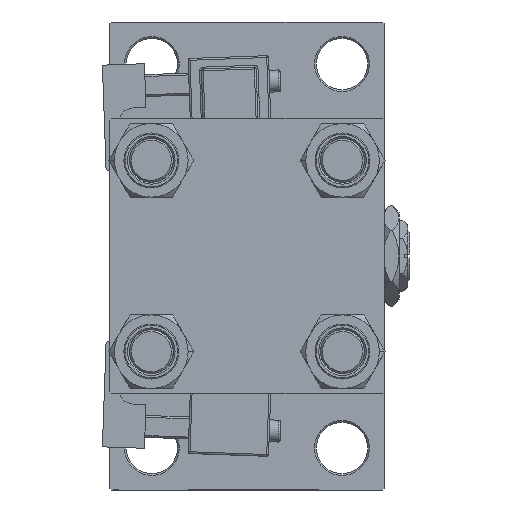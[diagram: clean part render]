
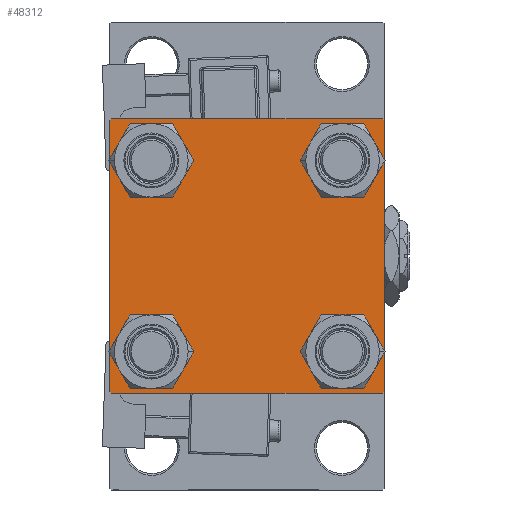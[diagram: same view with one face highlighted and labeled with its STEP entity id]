
A CAD part, left-side view. The second image highlights one B-rep face of the part: STEP entity #48312.
In plain terms, the highlighted planar face has unit normal (-1, 0, 0).
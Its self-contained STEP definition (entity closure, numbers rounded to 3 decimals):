
#340 = ORIENTED_EDGE ( 'NONE', *, *, #44097, .F. ) ;
#913 = DIRECTION ( 'NONE',  ( 0., -1., 0. ) ) ;
#959 = VECTOR ( 'NONE', #49434, 1000. ) ;
#1291 = CARTESIAN_POINT ( 'NONE',  ( 0., 37., 37.5 ) ) ;
#2450 = ORIENTED_EDGE ( 'NONE', *, *, #19745, .T. ) ;
#2583 = EDGE_LOOP ( 'NONE', ( #26880, #16839, #44140, #10461, #340, #45485, #16450, #38923 ) ) ;
#2942 = CARTESIAN_POINT ( 'NONE',  ( 0., -26.15, 32.65 ) ) ;
#3039 = VERTEX_POINT ( 'NONE', #25065 ) ;
#3247 = CIRCLE ( 'NONE', #38148, 6.5 ) ;
#3381 = FACE_BOUND ( 'NONE', #40562, .T. ) ;
#3611 = EDGE_LOOP ( 'NONE', ( #33957, #41738 ) ) ;
#4125 = CARTESIAN_POINT ( 'NONE',  ( 0., -26.15, 26.15 ) ) ;
#4197 = DIRECTION ( 'NONE',  ( 0., -1., 0. ) ) ;
#4532 = CARTESIAN_POINT ( 'NONE',  ( 0., -37.25, -37.25 ) ) ;
#4537 = CARTESIAN_POINT ( 'NONE',  ( 0., 26.15, -19.65 ) ) ;
#5109 = CARTESIAN_POINT ( 'NONE',  ( 0., 26.15, 32.65 ) ) ;
#5207 = DIRECTION ( 'NONE',  ( 0., 0., 1. ) ) ;
#5830 = VECTOR ( 'NONE', #913, 1000. ) ;
#6032 = EDGE_CURVE ( 'NONE', #48071, #12595, #42431, .T. ) ;
#6165 = CARTESIAN_POINT ( 'NONE',  ( 0., -26.15, -26.15 ) ) ;
#6230 = CARTESIAN_POINT ( 'NONE',  ( 0., -37.5, 37.5 ) ) ;
#6773 = VERTEX_POINT ( 'NONE', #12515 ) ;
#7294 = FACE_BOUND ( 'NONE', #21367, .T. ) ;
#7428 = DIRECTION ( 'NONE',  ( 1., 0., 0. ) ) ;
#7631 = CIRCLE ( 'NONE', #20897, 6.5 ) ;
#8127 = CIRCLE ( 'NONE', #22244, 6.5 ) ;
#8196 = LINE ( 'NONE', #4532, #10003 ) ;
#8264 = AXIS2_PLACEMENT_3D ( 'NONE', #6165, #33502, #16422 ) ;
#8647 = CIRCLE ( 'NONE', #36107, 6.5 ) ;
#8749 = VERTEX_POINT ( 'NONE', #19515 ) ;
#9279 = DIRECTION ( 'NONE',  ( 1., 0., 0. ) ) ;
#9291 = EDGE_CURVE ( 'NONE', #18966, #49800, #8647, .T. ) ;
#9460 = DIRECTION ( 'NONE',  ( -1., 0., 0. ) ) ;
#10003 = VECTOR ( 'NONE', #24068, 1000. ) ;
#10065 = VERTEX_POINT ( 'NONE', #45079 ) ;
#10461 = ORIENTED_EDGE ( 'NONE', *, *, #37508, .T. ) ;
#11544 = CARTESIAN_POINT ( 'NONE',  ( 0., -37., -37.5 ) ) ;
#11571 = CARTESIAN_POINT ( 'NONE',  ( 0., -26.15, -32.65 ) ) ;
#11936 = EDGE_CURVE ( 'NONE', #38278, #16753, #40384, .T. ) ;
#11985 = VERTEX_POINT ( 'NONE', #1291 ) ;
#12515 = CARTESIAN_POINT ( 'NONE',  ( 0., -37., 37.5 ) ) ;
#12595 = VERTEX_POINT ( 'NONE', #50152 ) ;
#13291 = CARTESIAN_POINT ( 'NONE',  ( 0., 26.15, 26.15 ) ) ;
#13712 = LINE ( 'NONE', #40800, #41164 ) ;
#13859 = EDGE_CURVE ( 'NONE', #11985, #19812, #13712, .T. ) ;
#14076 = CIRCLE ( 'NONE', #27373, 6.5 ) ;
#15687 = LINE ( 'NONE', #47677, #33478 ) ;
#15688 = CARTESIAN_POINT ( 'NONE',  ( 0., 37.5, 37.5 ) ) ;
#15707 = AXIS2_PLACEMENT_3D ( 'NONE', #4125, #20022, #27575 ) ;
#16422 = DIRECTION ( 'NONE',  ( 0., 0., 1. ) ) ;
#16450 = ORIENTED_EDGE ( 'NONE', *, *, #21932, .F. ) ;
#16753 = VERTEX_POINT ( 'NONE', #34017 ) ;
#16839 = ORIENTED_EDGE ( 'NONE', *, *, #6032, .T. ) ;
#16936 = DIRECTION ( 'NONE',  ( 1., 0., 0. ) ) ;
#17002 = VERTEX_POINT ( 'NONE', #11571 ) ;
#18486 = EDGE_CURVE ( 'NONE', #19812, #48071, #44698, .T. ) ;
#18966 = VERTEX_POINT ( 'NONE', #46948 ) ;
#19376 = VERTEX_POINT ( 'NONE', #44192 ) ;
#19515 = CARTESIAN_POINT ( 'NONE',  ( 0., -26.15, -19.65 ) ) ;
#19661 = DIRECTION ( 'NONE',  ( 1., 0., 0. ) ) ;
#19745 = EDGE_CURVE ( 'NONE', #16753, #38278, #8127, .T. ) ;
#19812 = VERTEX_POINT ( 'NONE', #47966 ) ;
#20022 = DIRECTION ( 'NONE',  ( 1., 0., 0. ) ) ;
#20603 = LINE ( 'NONE', #15688, #24842 ) ;
#20897 = AXIS2_PLACEMENT_3D ( 'NONE', #39830, #23686, #48396 ) ;
#21367 = EDGE_LOOP ( 'NONE', ( #37507, #50057 ) ) ;
#21932 = EDGE_CURVE ( 'NONE', #11985, #6773, #20603, .T. ) ;
#22216 = VECTOR ( 'NONE', #32980, 1000. ) ;
#22244 = AXIS2_PLACEMENT_3D ( 'NONE', #43315, #22756, #50849 ) ;
#22407 = EDGE_CURVE ( 'NONE', #49961, #3039, #14076, .T. ) ;
#22756 = DIRECTION ( 'NONE',  ( 1., 0., 0. ) ) ;
#23505 = EDGE_CURVE ( 'NONE', #17002, #8749, #41528, .T. ) ;
#23565 = AXIS2_PLACEMENT_3D ( 'NONE', #45122, #9460, #37305 ) ;
#23686 = DIRECTION ( 'NONE',  ( 1., 0., 0. ) ) ;
#24068 = DIRECTION ( 'NONE',  ( 0., -0.707, 0.707 ) ) ;
#24842 = VECTOR ( 'NONE', #4197, 1000. ) ;
#25065 = CARTESIAN_POINT ( 'NONE',  ( 0., -26.15, 19.65 ) ) ;
#25375 = ORIENTED_EDGE ( 'NONE', *, *, #11936, .T. ) ;
#25403 = AXIS2_PLACEMENT_3D ( 'NONE', #13291, #16936, #5207 ) ;
#25991 = EDGE_CURVE ( 'NONE', #49800, #18966, #3247, .T. ) ;
#26785 = EDGE_LOOP ( 'NONE', ( #46382, #34910 ) ) ;
#26880 = ORIENTED_EDGE ( 'NONE', *, *, #18486, .T. ) ;
#27080 = FACE_BOUND ( 'NONE', #26785, .T. ) ;
#27373 = AXIS2_PLACEMENT_3D ( 'NONE', #35017, #7428, #30859 ) ;
#27575 = DIRECTION ( 'NONE',  ( 0., 0., 1. ) ) ;
#28866 = EDGE_CURVE ( 'NONE', #12595, #41094, #40757, .T. ) ;
#29248 = FACE_OUTER_BOUND ( 'NONE', #2583, .T. ) ;
#30859 = DIRECTION ( 'NONE',  ( 0., 0., 1. ) ) ;
#31373 = CARTESIAN_POINT ( 'NONE',  ( 0., 37.5, -37. ) ) ;
#31374 = DIRECTION ( 'NONE',  ( 0., 0., 1. ) ) ;
#32450 = CARTESIAN_POINT ( 'NONE',  ( 0., 26.15, -26.15 ) ) ;
#32980 = DIRECTION ( 'NONE',  ( 0., 0., -1. ) ) ;
#33478 = VECTOR ( 'NONE', #47933, 1000. ) ;
#33502 = DIRECTION ( 'NONE',  ( 1., 0., 0. ) ) ;
#33850 = EDGE_CURVE ( 'NONE', #3039, #49961, #48131, .T. ) ;
#33957 = ORIENTED_EDGE ( 'NONE', *, *, #25991, .T. ) ;
#34017 = CARTESIAN_POINT ( 'NONE',  ( 0., 26.15, 19.65 ) ) ;
#34910 = ORIENTED_EDGE ( 'NONE', *, *, #33850, .T. ) ;
#35017 = CARTESIAN_POINT ( 'NONE',  ( 0., -26.15, 26.15 ) ) ;
#36070 = CARTESIAN_POINT ( 'NONE',  ( 0., 37.5, -37.5 ) ) ;
#36107 = AXIS2_PLACEMENT_3D ( 'NONE', #32450, #9279, #48825 ) ;
#37305 = DIRECTION ( 'NONE',  ( 0., 0., 1. ) ) ;
#37507 = ORIENTED_EDGE ( 'NONE', *, *, #40213, .T. ) ;
#37508 = EDGE_CURVE ( 'NONE', #41094, #10065, #8196, .T. ) ;
#37742 = DIRECTION ( 'NONE',  ( 0., -0.707, -0.707 ) ) ;
#38004 = CARTESIAN_POINT ( 'NONE',  ( 0., 37.25, -37.25 ) ) ;
#38148 = AXIS2_PLACEMENT_3D ( 'NONE', #47745, #19661, #31374 ) ;
#38278 = VERTEX_POINT ( 'NONE', #5109 ) ;
#38923 = ORIENTED_EDGE ( 'NONE', *, *, #13859, .T. ) ;
#39059 = FACE_BOUND ( 'NONE', #3611, .T. ) ;
#39778 = VECTOR ( 'NONE', #37742, 1000. ) ;
#39830 = CARTESIAN_POINT ( 'NONE',  ( 0., -26.15, -26.15 ) ) ;
#40213 = EDGE_CURVE ( 'NONE', #8749, #17002, #7631, .T. ) ;
#40384 = CIRCLE ( 'NONE', #25403, 6.5 ) ;
#40535 = DIRECTION ( 'NONE',  ( 0., 0.707, -0.707 ) ) ;
#40562 = EDGE_LOOP ( 'NONE', ( #25375, #2450 ) ) ;
#40757 = LINE ( 'NONE', #36070, #5830 ) ;
#40799 = CARTESIAN_POINT ( 'NONE',  ( 0., 37.5, 37.5 ) ) ;
#40800 = CARTESIAN_POINT ( 'NONE',  ( 0., 37.25, 37.25 ) ) ;
#41094 = VERTEX_POINT ( 'NONE', #11544 ) ;
#41164 = VECTOR ( 'NONE', #40535, 1000. ) ;
#41481 = PLANE ( 'NONE',  #23565 ) ;
#41528 = CIRCLE ( 'NONE', #8264, 6.5 ) ;
#41738 = ORIENTED_EDGE ( 'NONE', *, *, #9291, .T. ) ;
#41902 = LINE ( 'NONE', #6230, #959 ) ;
#42431 = LINE ( 'NONE', #38004, #39778 ) ;
#43315 = CARTESIAN_POINT ( 'NONE',  ( 0., 26.15, 26.15 ) ) ;
#44097 = EDGE_CURVE ( 'NONE', #19376, #10065, #41902, .T. ) ;
#44140 = ORIENTED_EDGE ( 'NONE', *, *, #28866, .T. ) ;
#44192 = CARTESIAN_POINT ( 'NONE',  ( 0., -37.5, 37. ) ) ;
#44698 = LINE ( 'NONE', #40799, #22216 ) ;
#45079 = CARTESIAN_POINT ( 'NONE',  ( 0., -37.5, -37. ) ) ;
#45122 = CARTESIAN_POINT ( 'NONE',  ( 0., 0., 0. ) ) ;
#45485 = ORIENTED_EDGE ( 'NONE', *, *, #46107, .T. ) ;
#46107 = EDGE_CURVE ( 'NONE', #19376, #6773, #15687, .T. ) ;
#46382 = ORIENTED_EDGE ( 'NONE', *, *, #22407, .T. ) ;
#46948 = CARTESIAN_POINT ( 'NONE',  ( 0., 26.15, -32.65 ) ) ;
#47677 = CARTESIAN_POINT ( 'NONE',  ( 0., -37.25, 37.25 ) ) ;
#47745 = CARTESIAN_POINT ( 'NONE',  ( 0., 26.15, -26.15 ) ) ;
#47933 = DIRECTION ( 'NONE',  ( 0., 0.707, 0.707 ) ) ;
#47966 = CARTESIAN_POINT ( 'NONE',  ( 0., 37.5, 37. ) ) ;
#48071 = VERTEX_POINT ( 'NONE', #31373 ) ;
#48131 = CIRCLE ( 'NONE', #15707, 6.5 ) ;
#48312 = ADVANCED_FACE ( 'NONE', ( #27080, #7294, #39059, #3381, #29248 ), #41481, .T. ) ;
#48396 = DIRECTION ( 'NONE',  ( 0., 0., 1. ) ) ;
#48825 = DIRECTION ( 'NONE',  ( 0., 0., 1. ) ) ;
#49434 = DIRECTION ( 'NONE',  ( 0., 0., -1. ) ) ;
#49800 = VERTEX_POINT ( 'NONE', #4537 ) ;
#49961 = VERTEX_POINT ( 'NONE', #2942 ) ;
#50057 = ORIENTED_EDGE ( 'NONE', *, *, #23505, .T. ) ;
#50152 = CARTESIAN_POINT ( 'NONE',  ( 0., 37., -37.5 ) ) ;
#50849 = DIRECTION ( 'NONE',  ( 0., 0., 1. ) ) ;
